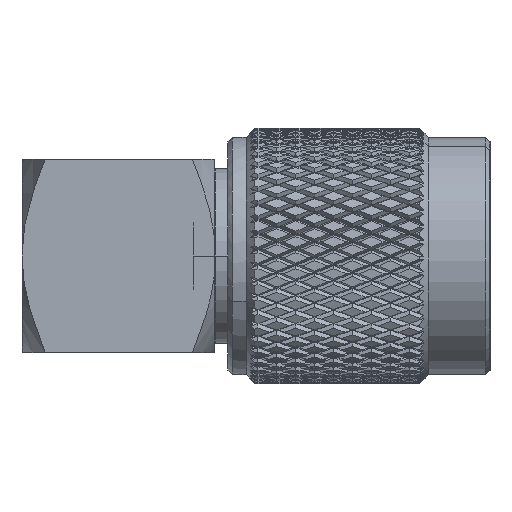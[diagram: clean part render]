
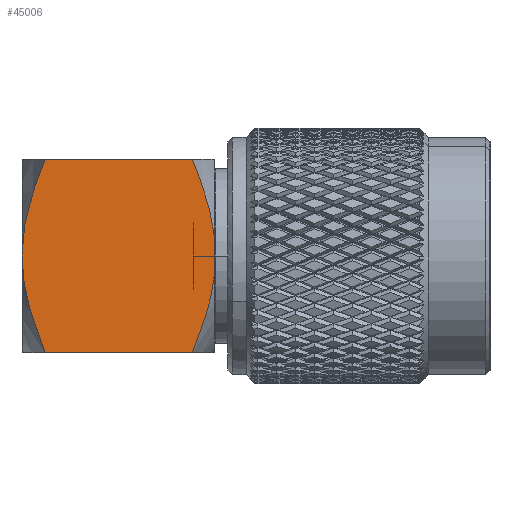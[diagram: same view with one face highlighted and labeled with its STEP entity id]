
A CAD part, left-side view. The second image highlights one B-rep face of the part: STEP entity #45006.
In plain terms, the highlighted face is planar.
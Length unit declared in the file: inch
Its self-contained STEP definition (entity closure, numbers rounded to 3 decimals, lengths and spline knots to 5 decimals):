
#883 = VECTOR ( 'NONE', #17882, 39.37008 ) ;
#2742 = CARTESIAN_POINT ( 'NONE',  ( 0.18684, 0.21654, -0.1598 ) ) ;
#2949 = LINE ( 'NONE', #3476, #67253 ) ;
#3246 = AXIS2_PLACEMENT_3D ( 'NONE', #5008, #38306, #20834 ) ;
#3476 = CARTESIAN_POINT ( 'NONE',  ( -0.21654, 0.21654, 0.21654 ) ) ;
#5008 = CARTESIAN_POINT ( 'NONE',  ( -0.21654, 0.21654, 0.21654 ) ) ;
#5148 = CARTESIAN_POINT ( 'NONE',  ( -0.16475, 0.21654, -0.21654 ) ) ;
#6572 = ORIENTED_EDGE ( 'NONE', *, *, #67420, .T. ) ;
#11001 = EDGE_CURVE ( 'NONE', #99070, #94367, #97313, .T. ) ;
#11277 = CARTESIAN_POINT ( 'NONE',  ( 0.21421, 0.21654, 0.04197 ) ) ;
#11435 = CARTESIAN_POINT ( 'NONE',  ( 0.16475, 0.21654, -0.21654 ) ) ;
#11843 = VERTEX_POINT ( 'NONE', #74047 ) ;
#13300 = CARTESIAN_POINT ( 'NONE',  ( -0.21654, 0.21654, -0.01862 ) ) ;
#13456 = CARTESIAN_POINT ( 'NONE',  ( 0.16475, 0.21654, 0.21654 ) ) ;
#14166 = EDGE_CURVE ( 'NONE', #45481, #11843, #105129, .T. ) ;
#14736 = CARTESIAN_POINT ( 'NONE',  ( 0.21421, 0.21654, 0.21654 ) ) ;
#15564 = CARTESIAN_POINT ( 'NONE',  ( -0.16475, 0.21654, 0.21654 ) ) ;
#17497 = CARTESIAN_POINT ( 'NONE',  ( 0.21421, 0.21654, -0.04197 ) ) ;
#17882 = DIRECTION ( 'NONE',  ( -1., 0., 0. ) ) ;
#18412 = CARTESIAN_POINT ( 'NONE',  ( 0.21091, 0.21654, 0.07196 ) ) ;
#20834 = DIRECTION ( 'NONE',  ( 0., 0., -1. ) ) ;
#21511 = CARTESIAN_POINT ( 'NONE',  ( -0.20589, 0.21654, -0.09263 ) ) ;
#21639 = ORIENTED_EDGE ( 'NONE', *, *, #69184, .F. ) ;
#22293 = ORIENTED_EDGE ( 'NONE', *, *, #11001, .T. ) ;
#23234 = CARTESIAN_POINT ( 'NONE',  ( -0.19091, 0.21654, 0.14626 ) ) ;
#27851 = CARTESIAN_POINT ( 'NONE',  ( 0.17623, 0.21654, -0.18843 ) ) ;
#29654 = VERTEX_POINT ( 'NONE', #70697 ) ;
#30484 = B_SPLINE_CURVE_WITH_KNOTS ( 'NONE', 3,
 ( #15564, #64703, #90356, #23234, #99620, #83233, #65761, #66857 ),
 .UNSPECIFIED., .F., .F.,
 ( 4, 2, 2, 4 ),
 ( 0.01429, 0.01571, 0.01713, 0.01997 ),
 .UNSPECIFIED. ) ;
#35345 = CARTESIAN_POINT ( 'NONE',  ( 0.19123, 0.21654, 0.14512 ) ) ;
#38306 = DIRECTION ( 'NONE',  ( 0., -1., 0. ) ) ;
#43533 = CARTESIAN_POINT ( 'NONE',  ( -0.21654, 0.21654, -0.21654 ) ) ;
#43784 = CARTESIAN_POINT ( 'NONE',  ( 0.21421, 0.21654, -0.04197 ) ) ;
#45006 = ADVANCED_FACE ( 'NONE', ( #95099 ), #70478, .F. ) ;
#45481 = VERTEX_POINT ( 'NONE', #13456 ) ;
#46628 = CARTESIAN_POINT ( 'NONE',  ( -0.17886, 0.21654, -0.18197 ) ) ;
#47900 = EDGE_LOOP ( 'NONE', ( #72576, #60239, #22293, #6572, #21639, #79411, #81946 ) ) ;
#50807 = CARTESIAN_POINT ( 'NONE',  ( 0.21089, 0.21654, -0.07221 ) ) ;
#53346 = CARTESIAN_POINT ( 'NONE',  ( 0.17049, 0.21654, 0.20248 ) ) ;
#54265 = CARTESIAN_POINT ( 'NONE',  ( -0.21654, 0.21654, 0. ) ) ;
#55347 = CARTESIAN_POINT ( 'NONE',  ( -0.20976, 0.21654, -0.07444 ) ) ;
#57303 = DIRECTION ( 'NONE',  ( 0., 0., -1. ) ) ;
#59039 = CARTESIAN_POINT ( 'NONE',  ( 0.16475, 0.21654, -0.21654 ) ) ;
#60239 = ORIENTED_EDGE ( 'NONE', *, *, #94552, .T. ) ;
#61497 = CARTESIAN_POINT ( 'NONE',  ( 0.16475, 0.21654, 0.21654 ) ) ;
#64703 = CARTESIAN_POINT ( 'NONE',  ( -0.17182, 0.21654, 0.19923 ) ) ;
#65761 = CARTESIAN_POINT ( 'NONE',  ( -0.21654, 0.21654, 0.03757 ) ) ;
#66857 = CARTESIAN_POINT ( 'NONE',  ( -0.21654, 0.21654, 0. ) ) ;
#67253 = VECTOR ( 'NONE', #95728, 39.37008 ) ;
#67420 = EDGE_CURVE ( 'NONE', #94367, #29654, #92149, .T. ) ;
#67630 = B_SPLINE_CURVE_WITH_KNOTS ( 'NONE', 3,
 ( #54265, #13300, #96303, #55347, #21511, #88080, #46628, #5148 ),
 .UNSPECIFIED., .F., .F.,
 ( 4, 2, 2, 4 ),
 ( 0.01997, 0.02138, 0.02279, 0.02561 ),
 .UNSPECIFIED. ) ;
#67908 = VECTOR ( 'NONE', #57303, 39.37008 ) ;
#68067 = CARTESIAN_POINT ( 'NONE',  ( 0.176, 0.21654, 0.18831 ) ) ;
#69184 = EDGE_CURVE ( 'NONE', #94479, #29654, #67630, .T. ) ;
#69896 = CARTESIAN_POINT ( 'NONE',  ( -0.21654, 0.21654, 0. ) ) ;
#70478 = PLANE ( 'NONE',  #3246 ) ;
#70697 = CARTESIAN_POINT ( 'NONE',  ( -0.16475, 0.21654, -0.21654 ) ) ;
#72576 = ORIENTED_EDGE ( 'NONE', *, *, #14166, .T. ) ;
#72729 = EDGE_CURVE ( 'NONE', #45481, #90922, #2949, .T. ) ;
#74047 = CARTESIAN_POINT ( 'NONE',  ( 0.21421, 0.21654, 0.04197 ) ) ;
#76255 = CARTESIAN_POINT ( 'NONE',  ( 0.18636, 0.21654, 0.15964 ) ) ;
#77329 = CARTESIAN_POINT ( 'NONE',  ( 0.20426, 0.21654, 0.10142 ) ) ;
#79411 = ORIENTED_EDGE ( 'NONE', *, *, #82225, .F. ) ;
#81946 = ORIENTED_EDGE ( 'NONE', *, *, #72729, .F. ) ;
#82225 = EDGE_CURVE ( 'NONE', #90922, #94479, #30484, .T. ) ;
#83233 = CARTESIAN_POINT ( 'NONE',  ( -0.21071, 0.21654, 0.07422 ) ) ;
#86647 = CARTESIAN_POINT ( 'NONE',  ( -0.16475, 0.21654, 0.21654 ) ) ;
#88080 = CARTESIAN_POINT ( 'NONE',  ( -0.19171, 0.21654, -0.14663 ) ) ;
#90356 = CARTESIAN_POINT ( 'NONE',  ( -0.17854, 0.21654, 0.18175 ) ) ;
#90922 = VERTEX_POINT ( 'NONE', #86647 ) ;
#92149 = LINE ( 'NONE', #43533, #883 ) ;
#94367 = VERTEX_POINT ( 'NONE', #59039 ) ;
#94479 = VERTEX_POINT ( 'NONE', #69896 ) ;
#94552 = EDGE_CURVE ( 'NONE', #11843, #99070, #98252, .T. ) ;
#95099 = FACE_OUTER_BOUND ( 'NONE', #47900, .T. ) ;
#95728 = DIRECTION ( 'NONE',  ( -1., 0., 0. ) ) ;
#96303 = CARTESIAN_POINT ( 'NONE',  ( -0.21509, 0.21654, -0.03752 ) ) ;
#97313 = B_SPLINE_CURVE_WITH_KNOTS ( 'NONE', 3,
 ( #17497, #50807, #100997, #2742, #27851, #11435 ),
 .UNSPECIFIED., .F., .F.,
 ( 4, 2, 4 ),
 ( 0.02102, 0.02331, 0.02561 ),
 .UNSPECIFIED. ) ;
#98252 = LINE ( 'NONE', #14736, #67908 ) ;
#99070 = VERTEX_POINT ( 'NONE', #43784 ) ;
#99620 = CARTESIAN_POINT ( 'NONE',  ( -0.19653, 0.21654, 0.12832 ) ) ;
#100997 = CARTESIAN_POINT ( 'NONE',  ( 0.20418, 0.21654, -0.10169 ) ) ;
#105129 = B_SPLINE_CURVE_WITH_KNOTS ( 'NONE', 3,
 ( #61497, #53346, #68067, #76255, #35345, #77329, #18412, #11277 ),
 .UNSPECIFIED., .F., .F.,
 ( 4, 2, 2, 4 ),
 ( 0.01429, 0.01544, 0.0166, 0.0189 ),
 .UNSPECIFIED. ) ;
